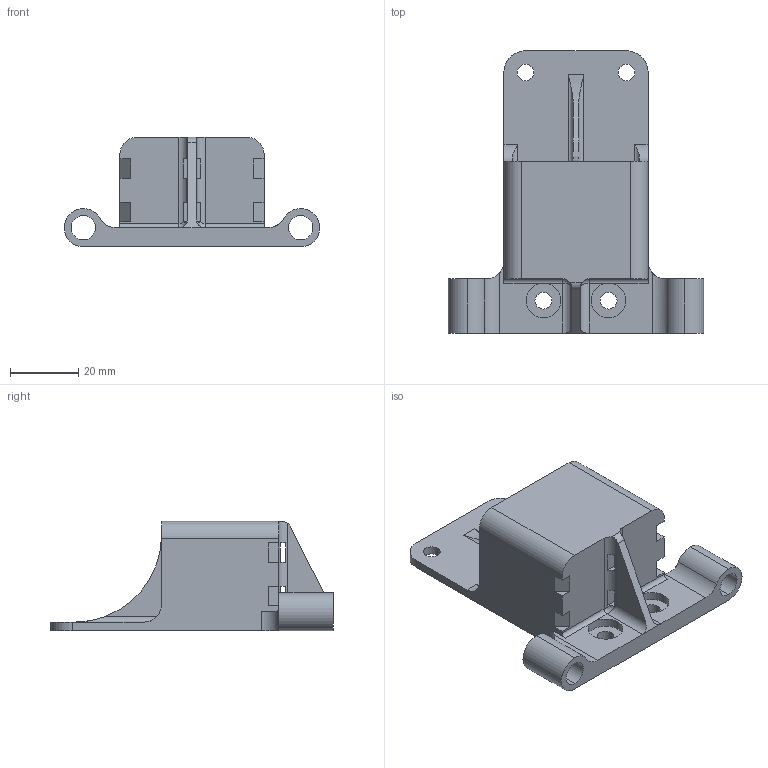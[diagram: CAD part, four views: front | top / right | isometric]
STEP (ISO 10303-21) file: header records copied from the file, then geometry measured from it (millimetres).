
FILE_DESCRIPTION (( 'STEP AP214' ), '1' );
FILE_NAME ('AVBY-BH-2X9V-250R-M4C Battery Holder, Avbay, Mojave Sphinx.STEP', '2024-08-17T20:30:53', ( '' ), ( '' ), 'SwSTEP 2.0', 'SolidWorks 2022', '' );
FILE_SCHEMA (( 'AUTOMOTIVE_DESIGN' ));
Length unit declared in the file: inch
Products named in the file (1): AVBY-BH-2X9V-250R-M4C Battery Holder, Avbay, Mojave Sphinx
Bounding box: 74.68 x 82.55 x 32 mm (x, y, z)
Volume: 26070.4 mm3; surface area: 20548.2 mm2
Topology: 1 solids, 1 shells, 99 faces, 287 edges, 186 vertices
Faces by surface type: plane 51, cylinder 46, bspline 2
Entity records: 3475 total; most frequent: CARTESIAN_POINT 775, ORIENTED_EDGE 570, DIRECTION 553, EDGE_CURVE 285, AXIS2_PLACEMENT_3D 190, VERTEX_POINT 186, LINE 173, VECTOR 173
